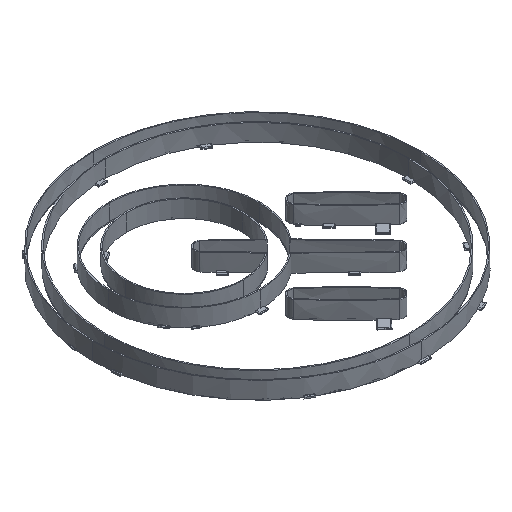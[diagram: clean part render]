
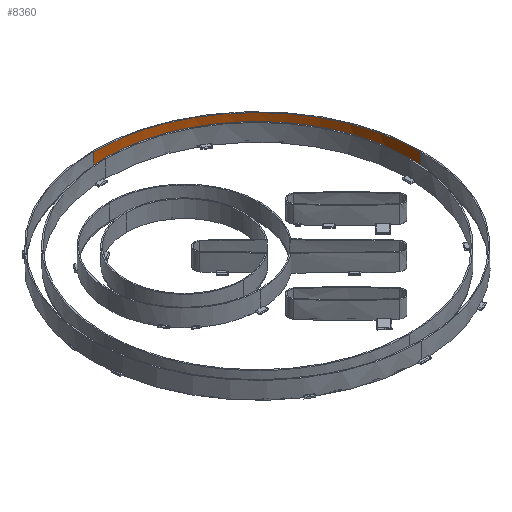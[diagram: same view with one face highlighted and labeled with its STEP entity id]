
A CAD part, isometric view. The second image highlights one B-rep face of the part: STEP entity #8360.
In plain terms, the highlighted free-form (B-spline) face has degree [3, 1] with [7, 2] control points.
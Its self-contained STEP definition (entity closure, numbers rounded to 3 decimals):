
#369=B_SPLINE_SURFACE_WITH_KNOTS('',3,1,((#18878,#18879),(#18880,#18881),
(#18882,#18883),(#18884,#18885),(#18886,#18887),(#18888,#18889),(#18890,
#18891)),.UNSPECIFIED.,.F.,.F.,.F.,(4,3,4),(2,2),(0.,0.799,
1.),(0.,2.4),.UNSPECIFIED.);
#987=FACE_OUTER_BOUND('',#1461,.T.);
#1461=EDGE_LOOP('',(#7667,#7668,#7669,#7670));
#2080=LINE('',#18748,#2709);
#2092=LINE('',#18900,#2721);
#2709=VECTOR('',#10362,10.);
#2721=VECTOR('',#10410,10.);
#3115=B_SPLINE_CURVE_WITH_KNOTS('',3,(#18871,#18872,#18873,#18874,#18875,
#18876,#18877),.UNSPECIFIED.,.F.,.F.,(4,3,4),(-1.,-0.799,0.),
 .UNSPECIFIED.);
#3116=B_SPLINE_CURVE_WITH_KNOTS('',3,(#18893,#18894,#18895,#18896,#18897,
#18898,#18899),.UNSPECIFIED.,.F.,.F.,(4,3,4),(0.,28.831,36.072),
 .UNSPECIFIED.);
#3790=VERTEX_POINT('',#17849);
#3904=VERTEX_POINT('',#18740);
#3914=VERTEX_POINT('',#18863);
#3915=VERTEX_POINT('',#18892);
#5143=EDGE_CURVE('',#3790,#3904,#2080,.T.);
#5167=EDGE_CURVE('',#3914,#3904,#3115,.T.);
#5168=EDGE_CURVE('',#3790,#3915,#3116,.T.);
#5169=EDGE_CURVE('',#3915,#3914,#2092,.T.);
#7667=ORIENTED_EDGE('',*,*,#5168,.F.);
#7668=ORIENTED_EDGE('',*,*,#5143,.T.);
#7669=ORIENTED_EDGE('',*,*,#5167,.F.);
#7670=ORIENTED_EDGE('',*,*,#5169,.F.);
#8360=ADVANCED_FACE('',(#987),#369,.F.);
#10362=DIRECTION('',(0.,0.,1.));
#10410=DIRECTION('',(0.,0.,1.));
#17849=CARTESIAN_POINT('',(234.122,-5.714,1.5));
#18740=CARTESIAN_POINT('',(234.122,-5.714,24.));
#18748=CARTESIAN_POINT('',(234.122,-5.714,0.));
#18863=CARTESIAN_POINT('',(5.622,222.787,24.));
#18871=CARTESIAN_POINT('Ctrl Pts',(5.622,222.787,24.));
#18872=CARTESIAN_POINT('Ctrl Pts',(30.958,222.787,24.));
#18873=CARTESIAN_POINT('Ctrl Pts',(55.326,218.665,24.));
#18874=CARTESIAN_POINT('Ctrl Pts',(78.098,211.054,24.));
#18875=CARTESIAN_POINT('Ctrl Pts',(168.765,180.753,24.));
#18876=CARTESIAN_POINT('Ctrl Pts',(234.122,95.164,24.));
#18877=CARTESIAN_POINT('Ctrl Pts',(234.122,-5.714,24.));
#18878=CARTESIAN_POINT('Ctrl Pts',(234.122,-5.714,0.));
#18879=CARTESIAN_POINT('Ctrl Pts',(234.122,-5.714,24.));
#18880=CARTESIAN_POINT('Ctrl Pts',(234.122,95.164,0.));
#18881=CARTESIAN_POINT('Ctrl Pts',(234.122,95.164,24.));
#18882=CARTESIAN_POINT('Ctrl Pts',(168.765,180.753,0.));
#18883=CARTESIAN_POINT('Ctrl Pts',(168.765,180.753,24.));
#18884=CARTESIAN_POINT('Ctrl Pts',(78.098,211.054,0.));
#18885=CARTESIAN_POINT('Ctrl Pts',(78.098,211.054,24.));
#18886=CARTESIAN_POINT('Ctrl Pts',(55.326,218.665,0.));
#18887=CARTESIAN_POINT('Ctrl Pts',(55.326,218.665,24.));
#18888=CARTESIAN_POINT('Ctrl Pts',(30.958,222.787,0.));
#18889=CARTESIAN_POINT('Ctrl Pts',(30.958,222.787,24.));
#18890=CARTESIAN_POINT('Ctrl Pts',(5.622,222.787,0.));
#18891=CARTESIAN_POINT('Ctrl Pts',(5.622,222.787,24.));
#18892=CARTESIAN_POINT('',(5.622,222.787,1.5));
#18893=CARTESIAN_POINT('Ctrl Pts',(234.122,-5.714,1.5));
#18894=CARTESIAN_POINT('Ctrl Pts',(234.122,95.164,1.5));
#18895=CARTESIAN_POINT('Ctrl Pts',(168.765,180.753,1.5));
#18896=CARTESIAN_POINT('Ctrl Pts',(78.098,211.054,1.5));
#18897=CARTESIAN_POINT('Ctrl Pts',(55.326,218.665,1.5));
#18898=CARTESIAN_POINT('Ctrl Pts',(30.958,222.787,1.5));
#18899=CARTESIAN_POINT('Ctrl Pts',(5.622,222.787,1.5));
#18900=CARTESIAN_POINT('',(5.622,222.787,0.));
